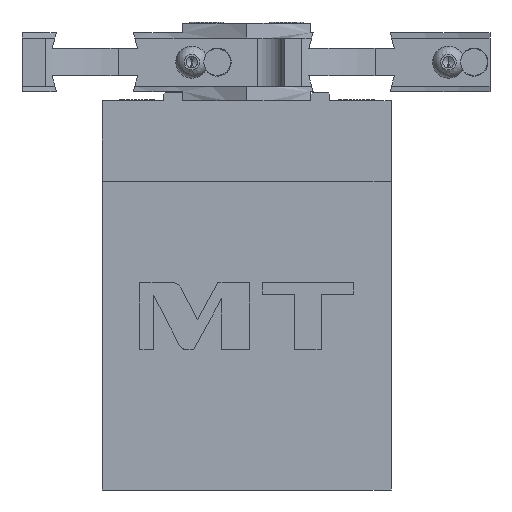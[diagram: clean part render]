
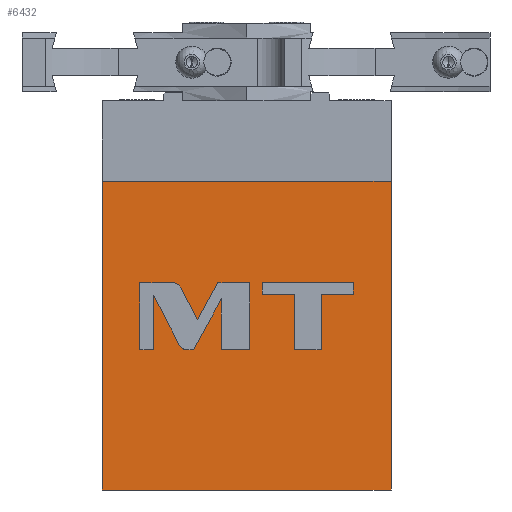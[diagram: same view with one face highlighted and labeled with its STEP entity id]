
A CAD part, left-side view. The second image highlights one B-rep face of the part: STEP entity #6432.
In plain terms, the highlighted planar face has unit normal (-1, 0, 0).
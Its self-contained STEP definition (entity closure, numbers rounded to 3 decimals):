
#1574=DIRECTION('',(0.,0.,1.));
#1575=VECTOR('',#1574,115.5);
#1576=CARTESIAN_POINT('',(-36.,-54.,-65.));
#1577=LINE('',#1576,#1575);
#1702=DIRECTION('',(0.,0.,1.));
#1703=VECTOR('',#1702,115.5);
#1704=CARTESIAN_POINT('',(-36.,54.,-65.));
#1705=LINE('',#1704,#1703);
#1771=DIRECTION('',(0.,-1.,0.));
#1772=VECTOR('',#1771,108.);
#1773=CARTESIAN_POINT('',(-36.,54.,50.5));
#1774=LINE('',#1773,#1772);
#1775=CARTESIAN_POINT('',(-36.,24.713,10.872));
#1776=CARTESIAN_POINT('',(-36.,25.232,11.876));
#1777=CARTESIAN_POINT('',(-36.,26.257,12.5));
#1778=CARTESIAN_POINT('',(-36.,27.387,12.5));
#1780=DIRECTION('',(0.,1.,0.));
#1781=VECTOR('',#1780,12.568);
#1782=CARTESIAN_POINT('',(-36.,27.387,12.5));
#1783=LINE('',#1782,#1781);
#1784=DIRECTION('',(0.,0.,-1.));
#1785=VECTOR('',#1784,25.);
#1786=CARTESIAN_POINT('',(-36.,39.955,12.5));
#1787=LINE('',#1786,#1785);
#1788=DIRECTION('',(0.,-1.,0.));
#1789=VECTOR('',#1788,5.2);
#1790=CARTESIAN_POINT('',(-36.,39.955,-12.5));
#1791=LINE('',#1790,#1789);
#1792=DIRECTION('',(0.,0.,1.));
#1793=VECTOR('',#1792,20.253);
#1794=CARTESIAN_POINT('',(-36.,34.755,-12.5));
#1795=LINE('',#1794,#1793);
#1796=DIRECTION('',(0.,-0.459,-0.888));
#1797=VECTOR('',#1796,20.967);
#1798=CARTESIAN_POINT('',(-36.,34.755,7.753));
#1799=LINE('',#1798,#1797);
#1800=CARTESIAN_POINT('',(-36.,25.125,-10.872));
#1801=CARTESIAN_POINT('',(-36.,24.605,-11.877));
#1802=CARTESIAN_POINT('',(-36.,23.579,-12.5));
#1803=CARTESIAN_POINT('',(-36.,22.448,-12.5));
#1805=DIRECTION('',(0.,-1.,0.));
#1806=VECTOR('',#1805,2.608);
#1807=CARTESIAN_POINT('',(-36.,22.448,-12.5));
#1808=LINE('',#1807,#1806);
#1809=DIRECTION('',(0.,-0.481,0.877));
#1810=VECTOR('',#1809,21.691);
#1811=CARTESIAN_POINT('',(-36.,19.84,-12.5));
#1812=LINE('',#1811,#1810);
#1813=DIRECTION('',(0.,0.,-1.));
#1814=VECTOR('',#1813,19.015);
#1815=CARTESIAN_POINT('',(-36.,9.402,6.515));
#1816=LINE('',#1815,#1814);
#1817=DIRECTION('',(0.,-1.,0.));
#1818=VECTOR('',#1817,10.52);
#1819=CARTESIAN_POINT('',(-36.,9.402,-12.5));
#1820=LINE('',#1819,#1818);
#1821=DIRECTION('',(0.,0.,1.));
#1822=VECTOR('',#1821,25.);
#1823=CARTESIAN_POINT('',(-36.,-1.118,-12.5));
#1824=LINE('',#1823,#1822);
#1825=DIRECTION('',(0.,1.,0.));
#1826=VECTOR('',#1825,11.86);
#1827=CARTESIAN_POINT('',(-36.,-1.118,12.5));
#1828=LINE('',#1827,#1826);
#1829=DIRECTION('',(0.,0.481,-0.877));
#1830=VECTOR('',#1829,15.851);
#1831=CARTESIAN_POINT('',(-36.,10.742,12.5));
#1832=LINE('',#1831,#1830);
#1833=DIRECTION('',(0.,0.459,0.888));
#1834=VECTOR('',#1833,13.81);
#1835=CARTESIAN_POINT('',(-36.,18.37,-1.395));
#1836=LINE('',#1835,#1834);
#1837=DIRECTION('',(0.,0.,-1.));
#1838=VECTOR('',#1837,20.743);
#1839=CARTESIAN_POINT('',(-36.,-17.931,8.243));
#1840=LINE('',#1839,#1838);
#1841=DIRECTION('',(0.,-1.,0.));
#1842=VECTOR('',#1841,9.903);
#1843=CARTESIAN_POINT('',(-36.,-17.931,-12.5));
#1844=LINE('',#1843,#1842);
#1845=DIRECTION('',(0.,0.,1.));
#1846=VECTOR('',#1845,20.743);
#1847=CARTESIAN_POINT('',(-36.,-27.834,-12.5));
#1848=LINE('',#1847,#1846);
#1849=DIRECTION('',(0.,-1.,0.));
#1850=VECTOR('',#1849,12.12);
#1851=CARTESIAN_POINT('',(-36.,-27.834,8.243));
#1852=LINE('',#1851,#1850);
#1853=DIRECTION('',(0.,0.,1.));
#1854=VECTOR('',#1853,4.257);
#1855=CARTESIAN_POINT('',(-36.,-39.954,8.243));
#1856=LINE('',#1855,#1854);
#1857=DIRECTION('',(0.,1.,0.));
#1858=VECTOR('',#1857,34.143);
#1859=CARTESIAN_POINT('',(-36.,-39.954,12.5));
#1860=LINE('',#1859,#1858);
#1861=DIRECTION('',(0.,0.,-1.));
#1862=VECTOR('',#1861,4.257);
#1863=CARTESIAN_POINT('',(-36.,-5.811,12.5));
#1864=LINE('',#1863,#1862);
#1865=DIRECTION('',(0.,-1.,0.));
#1866=VECTOR('',#1865,12.12);
#1867=CARTESIAN_POINT('',(-36.,-5.811,8.243));
#1868=LINE('',#1867,#1866);
#1869=DIRECTION('',(0.,-1.,0.));
#1870=VECTOR('',#1869,108.);
#1871=CARTESIAN_POINT('',(-36.,54.,-65.));
#1872=LINE('',#1871,#1870);
#3219=CARTESIAN_POINT('',(-36.,-54.,50.5));
#3220=VERTEX_POINT('',#3219);
#3221=CARTESIAN_POINT('',(-36.,-54.,-65.));
#3222=VERTEX_POINT('',#3221);
#3223=CARTESIAN_POINT('',(-36.,54.,50.5));
#3224=VERTEX_POINT('',#3223);
#3225=CARTESIAN_POINT('',(-36.,54.,-65.));
#3226=VERTEX_POINT('',#3225);
#4035=VERTEX_POINT('',#1775);
#4036=VERTEX_POINT('',#1778);
#4037=CARTESIAN_POINT('',(-36.,39.955,12.5));
#4038=VERTEX_POINT('',#4037);
#4039=CARTESIAN_POINT('',(-36.,39.955,-12.5));
#4040=VERTEX_POINT('',#4039);
#4041=CARTESIAN_POINT('',(-36.,34.755,-12.5));
#4042=VERTEX_POINT('',#4041);
#4043=CARTESIAN_POINT('',(-36.,34.755,7.753));
#4044=VERTEX_POINT('',#4043);
#4045=CARTESIAN_POINT('',(-36.,25.125,-10.872));
#4046=VERTEX_POINT('',#4045);
#4047=VERTEX_POINT('',#1803);
#4048=CARTESIAN_POINT('',(-36.,19.84,-12.5));
#4049=VERTEX_POINT('',#4048);
#4050=CARTESIAN_POINT('',(-36.,9.402,6.515));
#4051=VERTEX_POINT('',#4050);
#4052=CARTESIAN_POINT('',(-36.,9.402,-12.5));
#4053=VERTEX_POINT('',#4052);
#4054=CARTESIAN_POINT('',(-36.,-1.118,-12.5));
#4055=VERTEX_POINT('',#4054);
#4056=CARTESIAN_POINT('',(-36.,-1.118,12.5));
#4057=VERTEX_POINT('',#4056);
#4058=CARTESIAN_POINT('',(-36.,10.742,12.5));
#4059=VERTEX_POINT('',#4058);
#4060=CARTESIAN_POINT('',(-36.,18.37,-1.395));
#4061=VERTEX_POINT('',#4060);
#4062=CARTESIAN_POINT('',(-36.,-17.931,8.243));
#4063=CARTESIAN_POINT('',(-36.,-17.931,-12.5));
#4064=VERTEX_POINT('',#4062);
#4065=VERTEX_POINT('',#4063);
#4066=CARTESIAN_POINT('',(-36.,-27.834,-12.5));
#4067=VERTEX_POINT('',#4066);
#4068=CARTESIAN_POINT('',(-36.,-27.834,8.243));
#4069=VERTEX_POINT('',#4068);
#4070=CARTESIAN_POINT('',(-36.,-39.954,8.243));
#4071=VERTEX_POINT('',#4070);
#4072=CARTESIAN_POINT('',(-36.,-39.954,12.5));
#4073=VERTEX_POINT('',#4072);
#4074=CARTESIAN_POINT('',(-36.,-5.811,12.5));
#4075=VERTEX_POINT('',#4074);
#4076=CARTESIAN_POINT('',(-36.,-5.811,8.243));
#4077=VERTEX_POINT('',#4076);
#6370=CARTESIAN_POINT('',(-36.,42.,47.));
#6371=DIRECTION('',(1.,0.,0.));
#6372=DIRECTION('',(0.,1.,0.));
#6373=AXIS2_PLACEMENT_3D('',#6370,#6371,#6372);
#6374=PLANE('',#6373);
#6375=ORIENTED_EDGE('',*,*,#6362,.T.);
#6376=ORIENTED_EDGE('',*,*,#6071,.F.);
#6378=ORIENTED_EDGE('',*,*,#6377,.F.);
#6379=ORIENTED_EDGE('',*,*,#6264,.T.);
#6380=EDGE_LOOP('',(#6375,#6376,#6378,#6379));
#6381=FACE_OUTER_BOUND('',#6380,.F.);
#6383=ORIENTED_EDGE('',*,*,#6382,.T.);
#6385=ORIENTED_EDGE('',*,*,#6384,.T.);
#6387=ORIENTED_EDGE('',*,*,#6386,.T.);
#6389=ORIENTED_EDGE('',*,*,#6388,.T.);
#6391=ORIENTED_EDGE('',*,*,#6390,.T.);
#6393=ORIENTED_EDGE('',*,*,#6392,.T.);
#6395=ORIENTED_EDGE('',*,*,#6394,.T.);
#6397=ORIENTED_EDGE('',*,*,#6396,.T.);
#6399=ORIENTED_EDGE('',*,*,#6398,.T.);
#6401=ORIENTED_EDGE('',*,*,#6400,.T.);
#6403=ORIENTED_EDGE('',*,*,#6402,.T.);
#6405=ORIENTED_EDGE('',*,*,#6404,.T.);
#6407=ORIENTED_EDGE('',*,*,#6406,.T.);
#6409=ORIENTED_EDGE('',*,*,#6408,.T.);
#6411=ORIENTED_EDGE('',*,*,#6410,.T.);
#6412=EDGE_LOOP('',(#6383,#6385,#6387,#6389,#6391,#6393,#6395,#6397,#6399,#6401,
#6403,#6405,#6407,#6409,#6411));
#6413=FACE_BOUND('',#6412,.F.);
#6415=ORIENTED_EDGE('',*,*,#6414,.T.);
#6417=ORIENTED_EDGE('',*,*,#6416,.T.);
#6419=ORIENTED_EDGE('',*,*,#6418,.T.);
#6421=ORIENTED_EDGE('',*,*,#6420,.T.);
#6423=ORIENTED_EDGE('',*,*,#6422,.T.);
#6425=ORIENTED_EDGE('',*,*,#6424,.T.);
#6427=ORIENTED_EDGE('',*,*,#6426,.T.);
#6429=ORIENTED_EDGE('',*,*,#6428,.T.);
#6430=EDGE_LOOP('',(#6415,#6417,#6419,#6421,#6423,#6425,#6427,#6429));
#6431=FACE_BOUND('',#6430,.F.);
#6432=ADVANCED_FACE('',(#6381,#6413,#6431),#6374,.F.);
#1779=B_SPLINE_CURVE_WITH_KNOTS('',3,(#1775,#1776,#1777,#1778),.UNSPECIFIED.,
.F.,.F.,(4,4),(0.,1.),.UNSPECIFIED.);
#1804=B_SPLINE_CURVE_WITH_KNOTS('',3,(#1800,#1801,#1802,#1803),.UNSPECIFIED.,
.F.,.F.,(4,4),(0.,1.),.UNSPECIFIED.);
#6071=EDGE_CURVE('',#3222,#3220,#1577,.T.);
#6264=EDGE_CURVE('',#3226,#3224,#1705,.T.);
#6362=EDGE_CURVE('',#3224,#3220,#1774,.T.);
#6377=EDGE_CURVE('',#3226,#3222,#1872,.T.);
#6382=EDGE_CURVE('',#4035,#4036,#1779,.T.);
#6384=EDGE_CURVE('',#4036,#4038,#1783,.T.);
#6386=EDGE_CURVE('',#4038,#4040,#1787,.T.);
#6388=EDGE_CURVE('',#4040,#4042,#1791,.T.);
#6390=EDGE_CURVE('',#4042,#4044,#1795,.T.);
#6392=EDGE_CURVE('',#4044,#4046,#1799,.T.);
#6394=EDGE_CURVE('',#4046,#4047,#1804,.T.);
#6396=EDGE_CURVE('',#4047,#4049,#1808,.T.);
#6398=EDGE_CURVE('',#4049,#4051,#1812,.T.);
#6400=EDGE_CURVE('',#4051,#4053,#1816,.T.);
#6402=EDGE_CURVE('',#4053,#4055,#1820,.T.);
#6404=EDGE_CURVE('',#4055,#4057,#1824,.T.);
#6406=EDGE_CURVE('',#4057,#4059,#1828,.T.);
#6408=EDGE_CURVE('',#4059,#4061,#1832,.T.);
#6410=EDGE_CURVE('',#4061,#4035,#1836,.T.);
#6414=EDGE_CURVE('',#4064,#4065,#1840,.T.);
#6416=EDGE_CURVE('',#4065,#4067,#1844,.T.);
#6418=EDGE_CURVE('',#4067,#4069,#1848,.T.);
#6420=EDGE_CURVE('',#4069,#4071,#1852,.T.);
#6422=EDGE_CURVE('',#4071,#4073,#1856,.T.);
#6424=EDGE_CURVE('',#4073,#4075,#1860,.T.);
#6426=EDGE_CURVE('',#4075,#4077,#1864,.T.);
#6428=EDGE_CURVE('',#4077,#4064,#1868,.T.);
